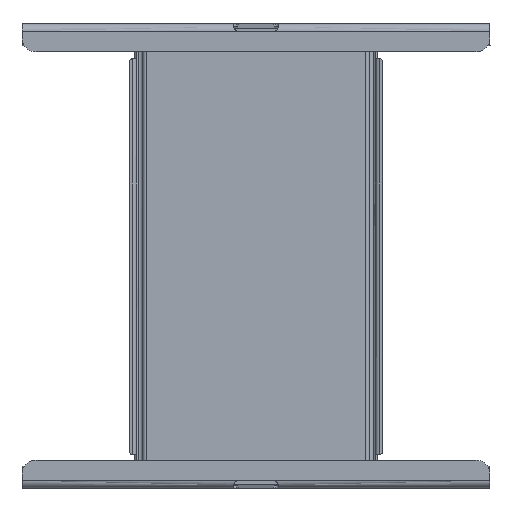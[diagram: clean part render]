
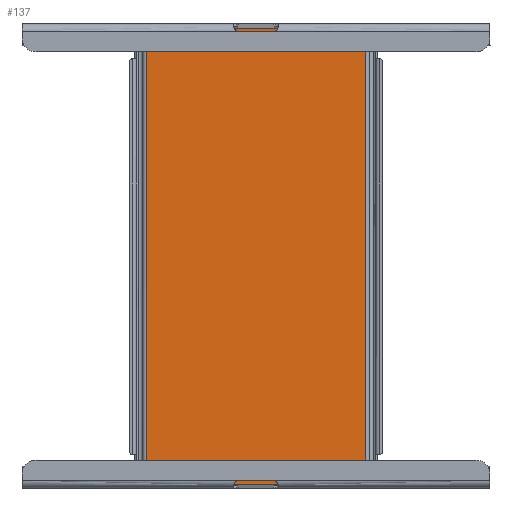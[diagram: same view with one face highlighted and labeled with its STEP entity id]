
A CAD part, front view. The second image highlights one B-rep face of the part: STEP entity #137.
In plain terms, the highlighted planar face has unit normal (0, -1, 0).
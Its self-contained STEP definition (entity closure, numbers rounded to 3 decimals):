
#137=ADVANCED_FACE('',(#291),#2337,.T.);
#291=FACE_OUTER_BOUND('',#445,.T.);
#445=EDGE_LOOP('',(#1049,#1050,#1051,#1052));
#1049=ORIENTED_EDGE('',*,*,#1525,.T.);
#1050=ORIENTED_EDGE('',*,*,#1524,.F.);
#1051=ORIENTED_EDGE('',*,*,#1527,.T.);
#1052=ORIENTED_EDGE('',*,*,#1526,.T.);
#1524=EDGE_CURVE('',#2203,#2188,#1844,.T.);
#1525=EDGE_CURVE('',#2201,#2188,#1845,.T.);
#1526=EDGE_CURVE('',#2204,#2201,#1846,.T.);
#1527=EDGE_CURVE('',#2203,#2204,#1847,.T.);
#1844=B_SPLINE_CURVE_WITH_KNOTS('',1,(#5382,#5383),.UNSPECIFIED.,.F.,.F.,
(2,2),(0.,195.),.UNSPECIFIED.);
#1845=B_SPLINE_CURVE_WITH_KNOTS('',1,(#5384,#5385),.UNSPECIFIED.,.F.,.F.,
(2,2),(0.,94.),.UNSPECIFIED.);
#1846=B_SPLINE_CURVE_WITH_KNOTS('',1,(#5386,#5387),.UNSPECIFIED.,.F.,.F.,
(2,2),(-195.,0.),.UNSPECIFIED.);
#1847=B_SPLINE_CURVE_WITH_KNOTS('',1,(#5388,#5389),.UNSPECIFIED.,.F.,.F.,
(2,2),(0.,94.),.UNSPECIFIED.);
#2188=VERTEX_POINT('',#5241);
#2201=VERTEX_POINT('',#5254);
#2203=VERTEX_POINT('',#5256);
#2204=VERTEX_POINT('',#5257);
#2337=PLANE('',#2518);
#2518=AXIS2_PLACEMENT_3D('',#4686,#2610,$);
#2610=DIRECTION('',(0.,-1.,0.));
#4686=CARTESIAN_POINT('',(-110.679,0.,117.279));
#5241=CARTESIAN_POINT('',(-101.,0.,97.5));
#5254=CARTESIAN_POINT('',(-7.,0.,97.5));
#5256=CARTESIAN_POINT('',(-101.,0.,-97.5));
#5257=CARTESIAN_POINT('',(-7.,0.,-97.5));
#5382=CARTESIAN_POINT('',(-101.,0.,-97.5));
#5383=CARTESIAN_POINT('',(-101.,0.,97.5));
#5384=CARTESIAN_POINT('',(-7.,0.,97.5));
#5385=CARTESIAN_POINT('',(-101.,0.,97.5));
#5386=CARTESIAN_POINT('',(-7.,0.,-97.5));
#5387=CARTESIAN_POINT('',(-7.,0.,97.5));
#5388=CARTESIAN_POINT('',(-101.,0.,-97.5));
#5389=CARTESIAN_POINT('',(-7.,0.,-97.5));
